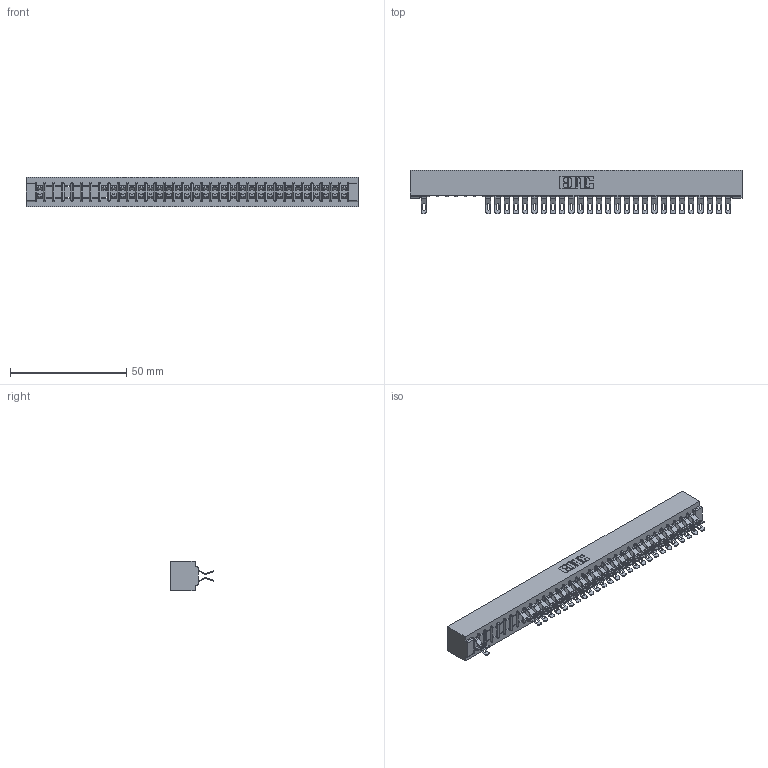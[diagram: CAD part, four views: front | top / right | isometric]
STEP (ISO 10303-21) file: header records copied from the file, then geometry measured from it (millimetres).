
FILE_DESCRIPTION (( 'STEP AP203' ), '1' );
FILE_NAME ('307-068-555-201.STEP', '2018-08-06T12:09:08', ( '' ), ( '' ), 'SwSTEP 2.0', 'SolidWorks 2016', '' );
FILE_SCHEMA (( 'CONFIG_CONTROL_DESIGN' ));
Length unit declared in the file: inch
Products named in the file (3): 307 Part_No Mounting Lugs; 307-290-001_555; 307-068-555-201
Assembly tree (56 placements, depth 2):
  307-068-555-201
    307 Part_No Mounting Lugs
    307-290-001_555  x55
Bounding box: 142.6 x 18.75 x 12.7 mm (x, y, z)
Volume: 15649.8 mm3; surface area: 19106.1 mm2
Topology: 56 solids, 56 shells, 3630 faces, 10670 edges, 6944 vertices
Faces by surface type: plane 2014, cylinder 1546, sphere 70
Entity records: 31065 total; most frequent: CARTESIAN_POINT 5141, ORIENTED_EDGE 5108, DIRECTION 5032, EDGE_CURVE 2554, LINE 1946, VECTOR 1946, VERTEX_POINT 1652, AXIS2_PLACEMENT_3D 1543
